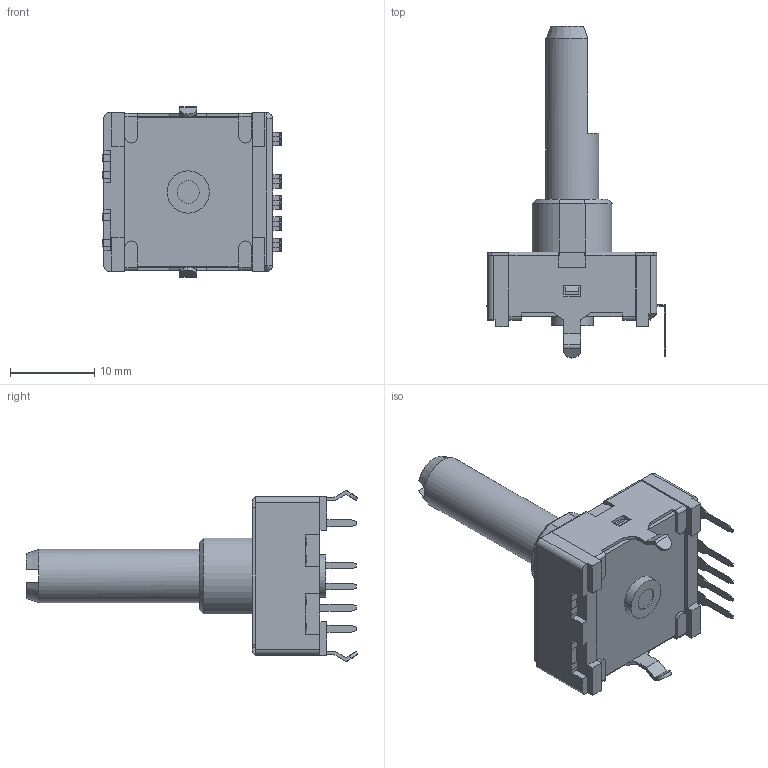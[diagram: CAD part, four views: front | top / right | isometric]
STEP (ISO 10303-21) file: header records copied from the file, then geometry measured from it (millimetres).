
FILE_DESCRIPTION(/* description */ (''),/* implementation_level */ '2;1');
FILE_NAME(/* name */ 'EN18ABHB11A0F26.stp',/* time_stamp */ '2022-03-02T11:13:28-05:00',/* author */ ('avery.harrell'),/* organization */ (''),/* preprocessor_version */ 'ST-DEVELOPER v17.2',/* originating_system */ 'Autodesk Inventor 2019',/* authorisation */ '');
FILE_SCHEMA (('AUTOMOTIVE_DESIGN { 1 0 10303 214 3 1 1 }'));
Length unit declared in the file: millimetre
Products named in the file (7): EN18ABHB11A0F26; EN18ABHB no shaft; EN18ABHB body; EN18ABHB bracket; EN18ABHB dummy term; EN18ABHB terminal; EN18AB F26
Assembly tree (13 placements, depth 3):
  EN18ABHB11A0F26
    EN18ABHB no shaft
      EN18ABHB body
      EN18ABHB bracket
      EN18ABHB dummy term  x4
      EN18ABHB terminal  x5
    EN18AB F26
Bounding box: 21.3 x 39.3 x 20.2 mm (x, y, z)
Volume: 3869.6 mm3; surface area: 3162.5 mm2
Topology: 12 solids, 12 shells, 530 faces, 1426 edges, 938 vertices
Faces by surface type: plane 435, cylinder 74, sphere 10, cone 6, torus 5
Full cylindrical faces by diameter (mm): 2.646 x1, 5 x1, 6.3 x1, 6.4 x2
Entity records: 12827 total; most frequent: CARTESIAN_POINT 2294, ORIENTED_EDGE 2184, DIRECTION 2014, EDGE_CURVE 1092, LINE 986, VECTOR 986, VERTEX_POINT 722, AXIS2_PLACEMENT_3D 514
